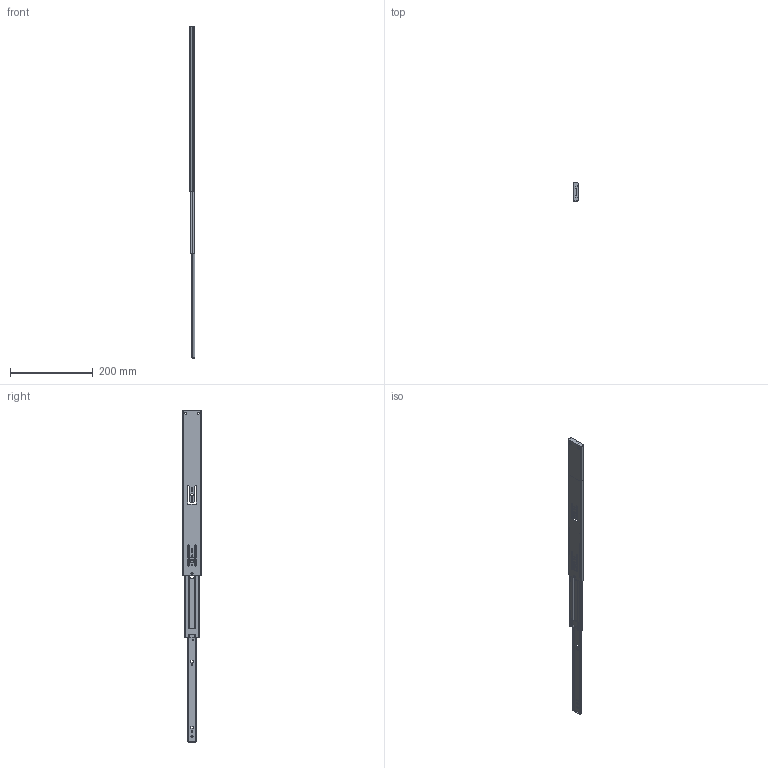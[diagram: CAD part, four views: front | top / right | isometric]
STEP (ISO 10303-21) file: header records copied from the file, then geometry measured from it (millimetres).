
FILE_DESCRIPTION (( 'STEP AP203' ), '1' );
FILE_NAME ('K-255-40.STEP', '2022-08-18T04:59:44', ( '' ), ( '' ), 'SwSTEP 2.0', 'SolidWorks 2021', '' );
FILE_SCHEMA (( 'CONFIG_CONTROL_DESIGN' ));
Length unit declared in the file: millimetre
Products named in the file (4): K-255-40_inner rail__K-255-40; K-255-40_outer rail_; K-255-40_intermediate rail__K-255-40; K-255-40
Assembly tree (3 placements, depth 2):
  K-255-40
    K-255-40_outer rail_
    K-255-40_inner rail__K-255-40
    K-255-40_intermediate rail__K-255-40
Bounding box: 12.6 x 45.22 x 800.5 mm (x, y, z)
Volume: 103152.6 mm3; surface area: 113964.6 mm2
Topology: 4 solids, 4 shells, 245 faces, 707 edges, 470 vertices
Faces by surface type: plane 140, cylinder 105
Entity records: 8627 total; most frequent: CARTESIAN_POINT 1484, DIRECTION 1415, ORIENTED_EDGE 1414, EDGE_CURVE 707, LINE 493, VECTOR 493, VERTEX_POINT 470, AXIS2_PLACEMENT_3D 461
